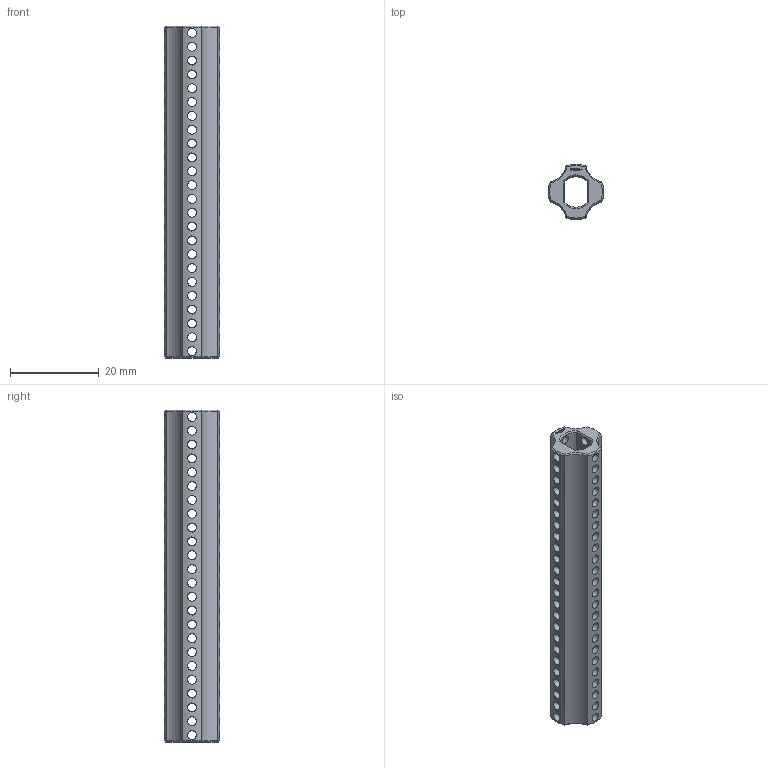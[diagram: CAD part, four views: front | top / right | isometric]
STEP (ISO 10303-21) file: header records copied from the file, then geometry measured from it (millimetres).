
FILE_DESCRIPTION(('FreeCAD Model'),'2;1');
FILE_NAME('Open CASCADE Shape Model','2024-06-16T00:07:02',(''),(''), 'Open CASCADE STEP processor 7.6','FreeCAD','Unknown');
FILE_SCHEMA(('AUTOMOTIVE_DESIGN { 1 0 10303 214 1 1 1 1 }'));
Length unit declared in the file: millimetre
Products named in the file (1): Power-Transmission Hub PLN IDX FXD BU06.00 - SPN-PTH-0024 
(stemfie.org)
Bounding box: 12.5 x 12.5 x 75 mm (x, y, z)
Volume: 4473.9 mm3; surface area: 5999.3 mm2
Topology: 1 solids, 1 shells, 578 faces, 1656 edges, 1112 vertices
Faces by surface type: plane 324, extrusion 128, cylinder 106, cone 20
Full cylindrical faces by diameter (mm): 2 x96
Entity records: 26016 total; most frequent: CARTESIAN_POINT 11225, ORIENTED_EDGE 3312, DIRECTION 2350, EDGE_CURVE 1656, VECTOR 1224, VERTEX_POINT 1112, LINE 1096, FACE_BOUND 804
